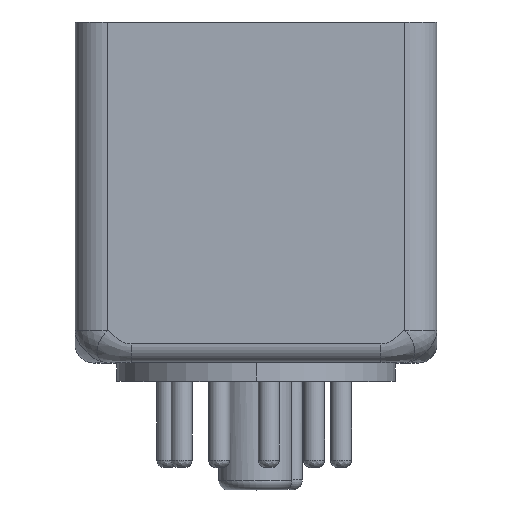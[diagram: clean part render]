
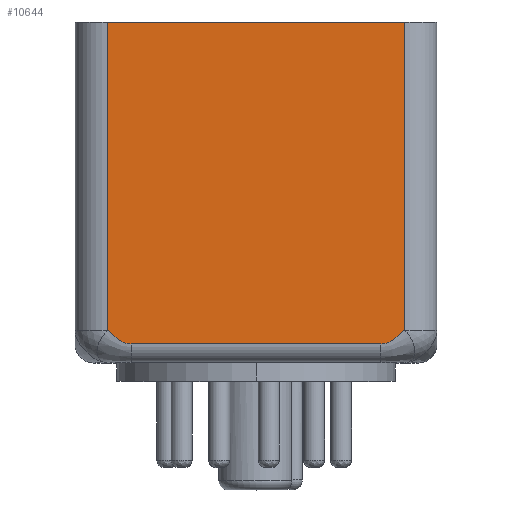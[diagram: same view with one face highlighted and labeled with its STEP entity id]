
A CAD part, top view. The second image highlights one B-rep face of the part: STEP entity #10644.
In plain terms, the highlighted planar face has unit normal (0, 0, 1).
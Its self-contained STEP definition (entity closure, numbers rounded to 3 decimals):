
#1565=DIRECTION('',(0.,-1.,0.));
#1566=VECTOR('',#1565,33.2);
#1567=CARTESIAN_POINT('',(-16.,36.7,39.));
#1568=LINE('',#1567,#1566);
#1578=DIRECTION('',(-1.,0.,0.));
#1579=VECTOR('',#1578,32.);
#1580=CARTESIAN_POINT('',(16.,36.7,39.));
#1581=LINE('',#1580,#1579);
#1582=CARTESIAN_POINT('',(16.,3.5,39.));
#1583=CARTESIAN_POINT('',(15.299,2.802,39.));
#1584=CARTESIAN_POINT('',(14.44,2.,39.));
#1585=CARTESIAN_POINT('',(13.439,2.,39.));
#1587=CARTESIAN_POINT('',(-16.,3.5,39.));
#1588=CARTESIAN_POINT('',(-15.299,2.802,39.));
#1589=CARTESIAN_POINT('',(-14.44,2.,39.));
#1590=CARTESIAN_POINT('',(-13.439,2.,39.));
#1592=DIRECTION('',(0.,1.,0.));
#1593=VECTOR('',#1592,33.2);
#1594=CARTESIAN_POINT('',(16.,3.5,39.));
#1595=LINE('',#1594,#1593);
#1792=DIRECTION('',(1.,0.,0.));
#1793=VECTOR('',#1792,26.879);
#1794=CARTESIAN_POINT('',(-13.439,2.,39.));
#1795=LINE('',#1794,#1793);
#7545=CARTESIAN_POINT('',(16.,3.5,39.));
#7546=CARTESIAN_POINT('',(16.,36.7,39.));
#7547=VERTEX_POINT('',#7545);
#7548=VERTEX_POINT('',#7546);
#7559=CARTESIAN_POINT('',(13.439,2.,39.));
#7561=VERTEX_POINT('',#7559);
#7596=CARTESIAN_POINT('',(-16.,36.7,39.));
#7597=CARTESIAN_POINT('',(-16.,3.5,39.));
#7598=VERTEX_POINT('',#7596);
#7599=VERTEX_POINT('',#7597);
#7605=CARTESIAN_POINT('',(-13.439,2.,39.));
#7607=VERTEX_POINT('',#7605);
#10627=CARTESIAN_POINT('',(0.,0.,39.));
#10628=DIRECTION('',(0.,0.,1.));
#10629=DIRECTION('',(1.,0.,0.));
#10630=AXIS2_PLACEMENT_3D('',#10627,#10628,#10629);
#10631=PLANE('',#10630);
#10632=ORIENTED_EDGE('',*,*,#10525,.F.);
#10634=ORIENTED_EDGE('',*,*,#10633,.F.);
#10636=ORIENTED_EDGE('',*,*,#10635,.T.);
#10638=ORIENTED_EDGE('',*,*,#10637,.F.);
#10640=ORIENTED_EDGE('',*,*,#10639,.F.);
#10641=ORIENTED_EDGE('',*,*,#10618,.F.);
#10642=EDGE_LOOP('',(#10632,#10634,#10636,#10638,#10640,#10641));
#10643=FACE_OUTER_BOUND('',#10642,.F.);
#10644=ADVANCED_FACE('',(#10643),#10631,.T.);
#1586=B_SPLINE_CURVE_WITH_KNOTS('',3,(#1582,#1583,#1584,#1585),.UNSPECIFIED.,
.F.,.F.,(4,4),(0.,1.),.UNSPECIFIED.);
#1591=B_SPLINE_CURVE_WITH_KNOTS('',3,(#1587,#1588,#1589,#1590),.UNSPECIFIED.,
.F.,.F.,(4,4),(0.,1.),.UNSPECIFIED.);
#10525=EDGE_CURVE('',#7548,#7598,#1581,.T.);
#10618=EDGE_CURVE('',#7598,#7599,#1568,.T.);
#10633=EDGE_CURVE('',#7547,#7548,#1595,.T.);
#10635=EDGE_CURVE('',#7547,#7561,#1586,.T.);
#10637=EDGE_CURVE('',#7607,#7561,#1795,.T.);
#10639=EDGE_CURVE('',#7599,#7607,#1591,.T.);
